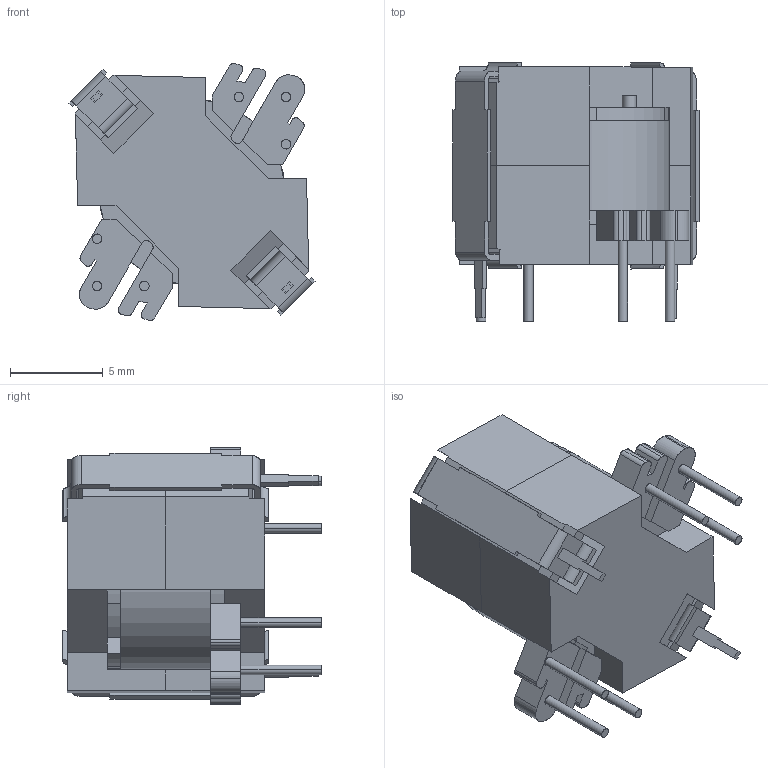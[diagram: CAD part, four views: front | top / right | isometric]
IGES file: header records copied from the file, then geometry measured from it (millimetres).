
Start section: SolidWorks IGES file using analytic representation for surfaces
Global section: file name: RM5_2250_0056.IGS; native system: SolidWorks 2017; preprocessor: SolidWorks 2017; author: tisha.pedersen; date: 190201.083756; units: millimetre
Bounding box: 13.23 x 13.9 x 13.81 mm (x, y, z)
Surface area: 2138.6 mm2 (no closed solid volume)
Topology: 0 solids, 0 shells, 264 faces, 2372 edges, 2372 vertices
Faces by surface type: bspline 175, revolution 89
